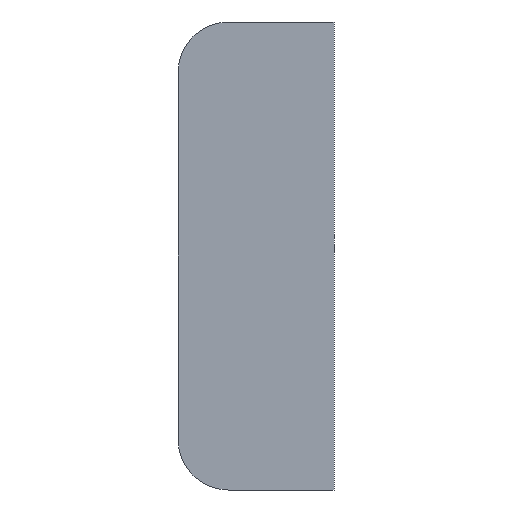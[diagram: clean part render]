
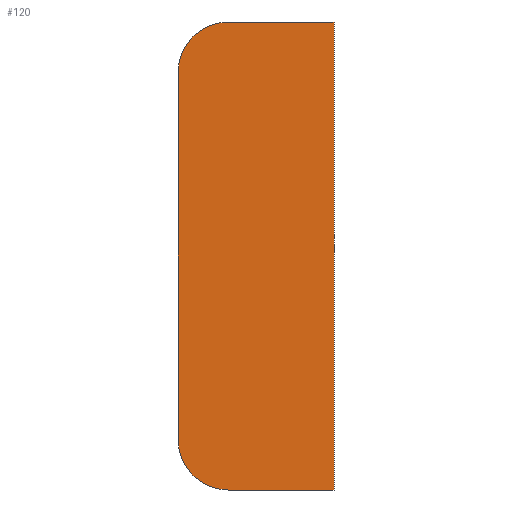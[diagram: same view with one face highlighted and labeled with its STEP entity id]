
A CAD part, left-side view. The second image highlights one B-rep face of the part: STEP entity #120.
In plain terms, the highlighted planar face has unit normal (-1, 0, 0).
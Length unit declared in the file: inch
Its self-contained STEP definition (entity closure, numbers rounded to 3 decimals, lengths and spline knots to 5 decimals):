
#1=CARTESIAN_POINT('',(-0.0625,0.675,1.175));
#2=DIRECTION('',(1.,0.,0.));
#3=DIRECTION('',(0.,1.,0.));
#4=AXIS2_PLACEMENT_3D('',#1,#2,#3);
#6=DIRECTION('',(0.,-1.,0.));
#7=VECTOR('',#6,0.675);
#8=CARTESIAN_POINT('',(-0.0625,0.675,1.5));
#9=LINE('',#8,#7);
#10=DIRECTION('',(0.,0.,-1.));
#11=VECTOR('',#10,3.);
#12=CARTESIAN_POINT('',(-0.0625,0.,1.5));
#13=LINE('',#12,#11);
#14=DIRECTION('',(0.,1.,0.));
#15=VECTOR('',#14,0.675);
#16=CARTESIAN_POINT('',(-0.0625,0.,-1.5));
#17=LINE('',#16,#15);
#18=CARTESIAN_POINT('',(-0.0625,0.675,-1.175));
#19=DIRECTION('',(1.,0.,0.));
#20=DIRECTION('',(0.,0.,-1.));
#21=AXIS2_PLACEMENT_3D('',#18,#19,#20);
#23=DIRECTION('',(0.,0.,1.));
#24=VECTOR('',#23,2.35);
#25=CARTESIAN_POINT('',(-0.0625,1.,-1.175));
#26=LINE('',#25,#24);
#77=CARTESIAN_POINT('',(-0.0625,1.,-1.175));
#78=CARTESIAN_POINT('',(-0.0625,1.,1.175));
#79=VERTEX_POINT('',#77);
#80=VERTEX_POINT('',#78);
#85=CARTESIAN_POINT('',(-0.0625,0.675,1.5));
#86=VERTEX_POINT('',#85);
#87=CARTESIAN_POINT('',(-0.0625,0.,1.5));
#88=CARTESIAN_POINT('',(-0.0625,0.,-1.5));
#89=VERTEX_POINT('',#87);
#90=VERTEX_POINT('',#88);
#97=CARTESIAN_POINT('',(-0.0625,0.675,-1.5));
#98=VERTEX_POINT('',#97);
#101=CARTESIAN_POINT('',(-0.0625,0.,0.));
#102=DIRECTION('',(1.,0.,0.));
#103=DIRECTION('',(0.,0.,-1.));
#104=AXIS2_PLACEMENT_3D('',#101,#102,#103);
#105=PLANE('',#104);
#107=ORIENTED_EDGE('',*,*,#106,.T.);
#109=ORIENTED_EDGE('',*,*,#108,.T.);
#111=ORIENTED_EDGE('',*,*,#110,.T.);
#113=ORIENTED_EDGE('',*,*,#112,.T.);
#115=ORIENTED_EDGE('',*,*,#114,.T.);
#117=ORIENTED_EDGE('',*,*,#116,.T.);
#118=EDGE_LOOP('',(#107,#109,#111,#113,#115,#117));
#119=FACE_OUTER_BOUND('',#118,.F.);
#120=ADVANCED_FACE('',(#119),#105,.F.);
#5=CIRCLE('',#4,0.325);
#22=CIRCLE('',#21,0.325);
#106=EDGE_CURVE('',#80,#86,#5,.T.);
#108=EDGE_CURVE('',#86,#89,#9,.T.);
#110=EDGE_CURVE('',#89,#90,#13,.T.);
#112=EDGE_CURVE('',#90,#98,#17,.T.);
#114=EDGE_CURVE('',#98,#79,#22,.T.);
#116=EDGE_CURVE('',#79,#80,#26,.T.);
